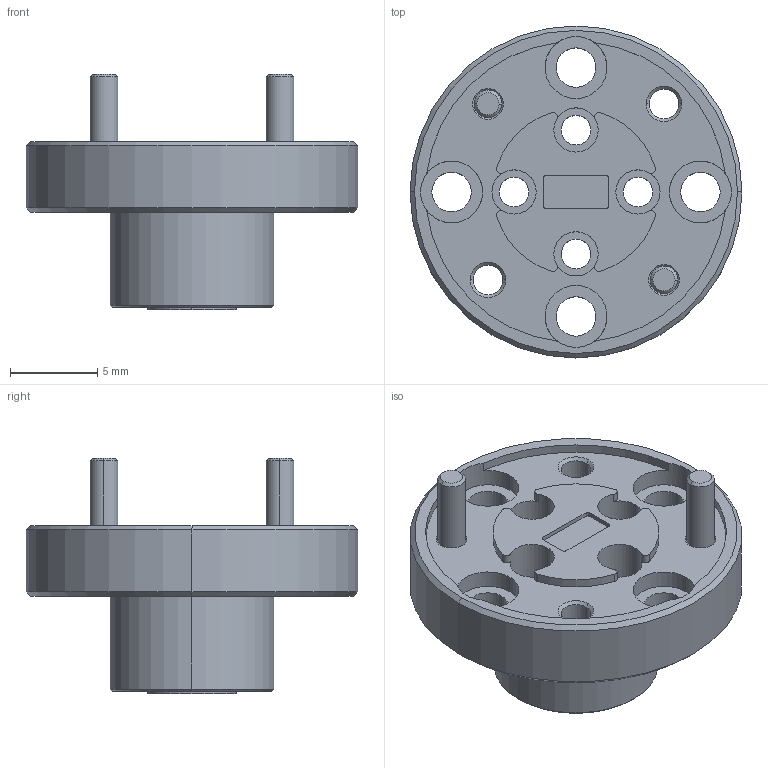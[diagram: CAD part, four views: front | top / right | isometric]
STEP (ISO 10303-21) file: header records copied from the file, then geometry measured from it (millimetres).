
FILE_DESCRIPTION (( 'STEP AP203' ), '1' );
FILE_NAME ('UF-V-09-280-A.STEP', '2025-07-09T16:51:52', ( '' ), ( '' ), 'SwSTEP 2.0', 'SolidWorks 2021', '' );
FILE_SCHEMA (( 'CONFIG_CONTROL_DESIGN' ));
Length unit declared in the file: inch
Products named in the file (1): UF-V-09-280-A
Bounding box: 19.05 x 19.05 x 13.54 mm (x, y, z)
Volume: 1245.5 mm3; surface area: 1455.3 mm2
Topology: 3 solids, 3 shells, 162 faces, 405 edges, 253 vertices
Faces by surface type: cylinder 91, cone 41, plane 30
Entity records: 4985 total; most frequent: DIRECTION 950, CARTESIAN_POINT 831, ORIENTED_EDGE 794, EDGE_CURVE 397, AXIS2_PLACEMENT_3D 394, VERTEX_POINT 253, CIRCLE 231, EDGE_LOOP 198
